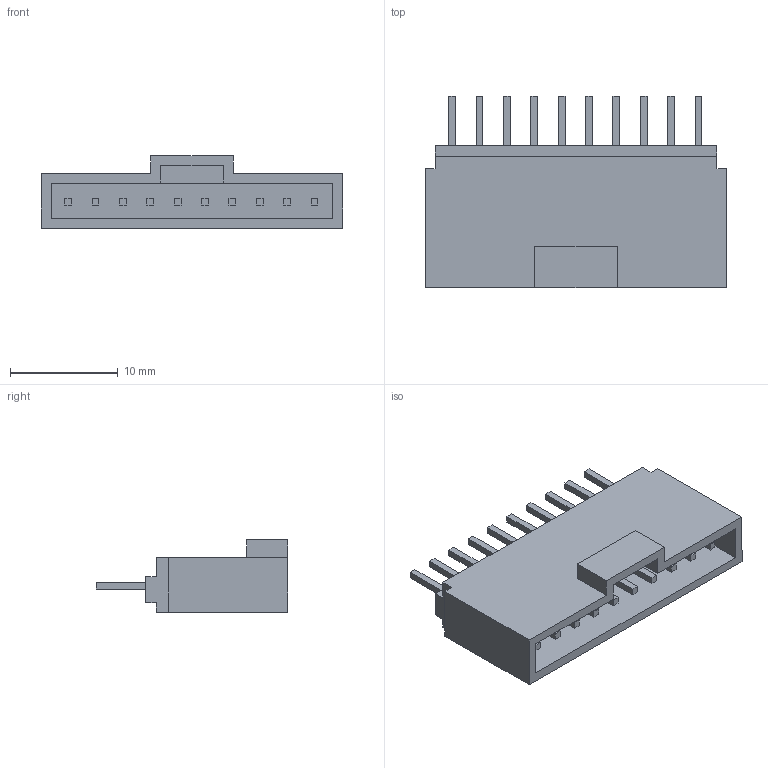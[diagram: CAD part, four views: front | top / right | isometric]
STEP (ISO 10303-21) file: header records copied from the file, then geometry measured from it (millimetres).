
FILE_DESCRIPTION(/* description */ (''),/* implementation_level */ '2;1');
FILE_NAME(/* name */ '407-10-01.stp',/* time_stamp */ '2018-12-25T20:25:10-06:00',/* author */ (''),/* organization */ (''),/* preprocessor_version */ 'ST-DEVELOPER v16.7',/* originating_system */ 'SIEMENS PLM Software NX 12.0',/* authorisation */ '');
FILE_SCHEMA (('AUTOMOTIVE_DESIGN { 1 0 10303 214 3 1 1 1 }'));
Length unit declared in the file: inch
Products named in the file (1): 407-10-01
Bounding box: 27.94 x 17.78 x 6.73 mm (x, y, z)
Volume: 1088.9 mm3; surface area: 2022.7 mm2
Topology: 1 solids, 1 shells, 127 faces, 312 edges, 208 vertices
Faces by surface type: plane 127
Entity records: 4583 total; most frequent: CARTESIAN_POINT 648, ORIENTED_EDGE 624, DIRECTION 568, EDGE_CURVE 312, LINE 312, VECTOR 312, VERTEX_POINT 208, EDGE_LOOP 148
